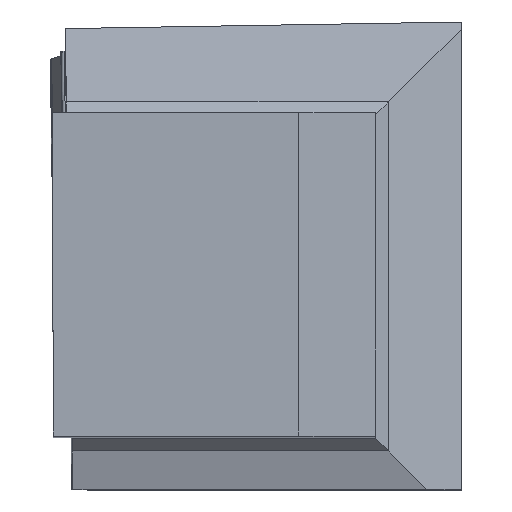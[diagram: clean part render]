
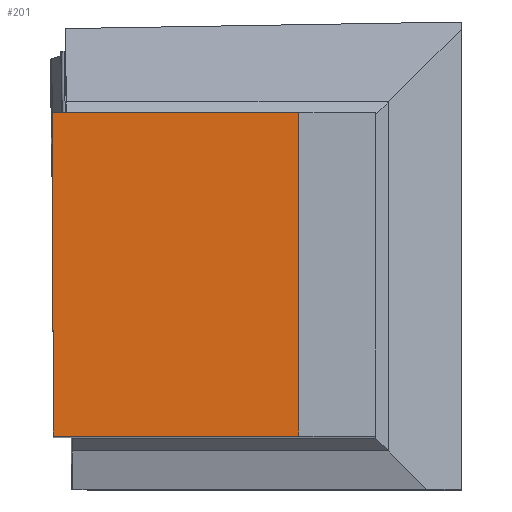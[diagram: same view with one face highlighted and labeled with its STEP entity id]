
A CAD part, top view. The second image highlights one B-rep face of the part: STEP entity #201.
In plain terms, the highlighted planar face has unit normal (0, 0, 1).
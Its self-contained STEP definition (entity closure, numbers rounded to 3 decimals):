
#201=ADVANCED_FACE('BLANK_BOXF006',(#321),#253,.F.);
#253=PLANE('',#1641);
#321=FACE_OUTER_BOUND('',#399,.T.);
#399=EDGE_LOOP('',(#757,#758,#759,#760));
#757=ORIENTED_EDGE('',*,*,#1135,.F.);
#758=ORIENTED_EDGE('',*,*,#1136,.T.);
#759=ORIENTED_EDGE('',*,*,#1137,.F.);
#760=ORIENTED_EDGE('',*,*,#1138,.F.);
#951=VERTEX_POINT('',#2602);
#952=VERTEX_POINT('',#2603);
#953=VERTEX_POINT('',#2605);
#954=VERTEX_POINT('',#2607);
#1135=EDGE_CURVE('',#951,#952,#1293,.T.);
#1136=EDGE_CURVE('',#951,#953,#1294,.T.);
#1137=EDGE_CURVE('',#954,#953,#1295,.T.);
#1138=EDGE_CURVE('',#952,#954,#1296,.T.);
#1293=LINE('',#2601,#1451);
#1294=LINE('',#2604,#1452);
#1295=LINE('',#2606,#1453);
#1296=LINE('',#2608,#1454);
#1451=VECTOR('',#1997,1.);
#1452=VECTOR('',#1998,1.);
#1453=VECTOR('',#1999,1.);
#1454=VECTOR('',#2000,1.);
#1641=AXIS2_PLACEMENT_3D('',#2609,#2001,#2002);
#1997=DIRECTION('',(-1.,0.,0.));
#1998=DIRECTION('',(0.,1.,0.));
#1999=DIRECTION('',(1.,0.,0.));
#2000=DIRECTION('',(-0.004,1.,0.));
#2001=DIRECTION('',(0.,0.,-1.));
#2002=DIRECTION('',(0.,-1.,0.));
#2601=CARTESIAN_POINT('',(69.85,0.,0.));
#2602=CARTESIAN_POINT('',(-3.,0.,0.));
#2603=CARTESIAN_POINT('',(-12.595,0.,0.));
#2604=CARTESIAN_POINT('',(-3.,-2.,0.));
#2605=CARTESIAN_POINT('',(-3.,12.65,0.));
#2606=CARTESIAN_POINT('',(-69.85,12.65,0.));
#2607=CARTESIAN_POINT('',(-12.65,12.65,0.));
#2608=CARTESIAN_POINT('',(-12.29,-69.904,0.));
#2609=CARTESIAN_POINT('',(-25.35,-2.,0.));
